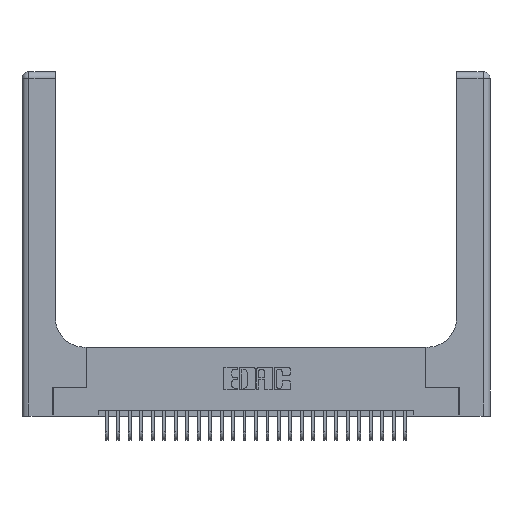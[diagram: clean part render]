
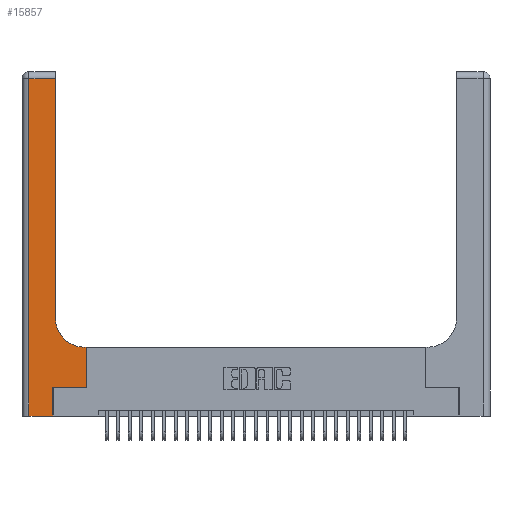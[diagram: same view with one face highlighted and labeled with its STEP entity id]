
A CAD part, top view. The second image highlights one B-rep face of the part: STEP entity #15857.
In plain terms, the highlighted planar face has unit normal (0, 0, 1).
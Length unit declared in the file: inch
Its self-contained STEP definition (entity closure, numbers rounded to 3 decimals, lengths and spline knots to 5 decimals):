
#556 = EDGE_CURVE ( 'NONE', #6796, #26663, #20948, .T. ) ;
#852 = ORIENTED_EDGE ( 'NONE', *, *, #9388, .T. ) ;
#1115 = ORIENTED_EDGE ( 'NONE', *, *, #12764, .T. ) ;
#1315 = LINE ( 'NONE', #26170, #19162 ) ;
#1442 = CARTESIAN_POINT ( 'NONE',  ( 0.269, 0.25, 0.37 ) ) ;
#1547 = CARTESIAN_POINT ( 'NONE',  ( 0.269, 0., 0.37 ) ) ;
#2273 = VERTEX_POINT ( 'NONE', #15982 ) ;
#3640 = ORIENTED_EDGE ( 'NONE', *, *, #8503, .T. ) ;
#3819 = ORIENTED_EDGE ( 'NONE', *, *, #556, .T. ) ;
#4274 = EDGE_CURVE ( 'NONE', #19811, #12443, #14401, .T. ) ;
#4996 = DIRECTION ( 'NONE',  ( 1., 0., 0. ) ) ;
#6036 = CARTESIAN_POINT ( 'NONE',  ( 0.06, 3., 0.37 ) ) ;
#6079 = LINE ( 'NONE', #8849, #25260 ) ;
#6266 = LINE ( 'NONE', #7364, #12420 ) ;
#6359 = CARTESIAN_POINT ( 'NONE',  ( 0.5585, 0.6, 0.37 ) ) ;
#6796 = VERTEX_POINT ( 'NONE', #20039 ) ;
#7107 = CARTESIAN_POINT ( 'NONE',  ( 0.5415, 0.85, 0.37 ) ) ;
#7364 = CARTESIAN_POINT ( 'NONE',  ( 0.269, 0.25, 0.37 ) ) ;
#8008 = ORIENTED_EDGE ( 'NONE', *, *, #11502, .T. ) ;
#8124 = CARTESIAN_POINT ( 'NONE',  ( 0.06, 0., 0.37 ) ) ;
#8233 = CARTESIAN_POINT ( 'NONE',  ( 0.5585, 0.25, 0.37 ) ) ;
#8503 = EDGE_CURVE ( 'NONE', #24887, #2273, #6079, .T. ) ;
#8849 = CARTESIAN_POINT ( 'NONE',  ( 0.2915, 0.6, 0.37 ) ) ;
#9293 = EDGE_LOOP ( 'NONE', ( #10421, #852, #3819, #29338, #9857, #8008, #15002, #3640, #1115 ) ) ;
#9388 = EDGE_CURVE ( 'NONE', #12443, #6796, #26614, .T. ) ;
#9426 = DIRECTION ( 'NONE',  ( 1., 0., 0. ) ) ;
#9857 = ORIENTED_EDGE ( 'NONE', *, *, #16220, .T. ) ;
#10018 = DIRECTION ( 'NONE',  ( 0., 1., 0. ) ) ;
#10421 = ORIENTED_EDGE ( 'NONE', *, *, #4274, .T. ) ;
#10553 = DIRECTION ( 'NONE',  ( 0., 1., 0. ) ) ;
#10606 = DIRECTION ( 'NONE',  ( -1., 0., 0. ) ) ;
#10706 = DIRECTION ( 'NONE',  ( 0., -1., 0. ) ) ;
#11137 = CARTESIAN_POINT ( 'NONE',  ( 0.2915, 3., 0.37 ) ) ;
#11502 = EDGE_CURVE ( 'NONE', #26775, #17576, #6266, .T. ) ;
#12420 = VECTOR ( 'NONE', #25849, 39.37008 ) ;
#12443 = VERTEX_POINT ( 'NONE', #12995 ) ;
#12764 = EDGE_CURVE ( 'NONE', #2273, #19811, #29645, .T. ) ;
#12995 = CARTESIAN_POINT ( 'NONE',  ( 0.2915, 2.94, 0.37 ) ) ;
#13481 = DIRECTION ( 'NONE',  ( 0., 1., 0. ) ) ;
#13513 = CARTESIAN_POINT ( 'NONE',  ( 0., 3., 0.37 ) ) ;
#14401 = LINE ( 'NONE', #11137, #15137 ) ;
#15002 = ORIENTED_EDGE ( 'NONE', *, *, #28322, .T. ) ;
#15137 = VECTOR ( 'NONE', #13481, 39.37008 ) ;
#15843 = DIRECTION ( 'NONE',  ( -1., 0., 0. ) ) ;
#15846 = DIRECTION ( 'NONE',  ( -1., 0., 0. ) ) ;
#15857 = ADVANCED_FACE ( 'NONE', ( #20943 ), #18058, .F. ) ;
#15982 = CARTESIAN_POINT ( 'NONE',  ( 0.5415, 0.6, 0.37 ) ) ;
#16220 = EDGE_CURVE ( 'NONE', #22168, #26775, #1315, .T. ) ;
#16969 = AXIS2_PLACEMENT_3D ( 'NONE', #13513, #29599, #15843 ) ;
#17576 = VERTEX_POINT ( 'NONE', #27636 ) ;
#18058 = PLANE ( 'NONE',  #16969 ) ;
#18942 = VECTOR ( 'NONE', #4996, 39.37008 ) ;
#19162 = VECTOR ( 'NONE', #10018, 39.37008 ) ;
#19669 = LINE ( 'NONE', #28031, #18942 ) ;
#19811 = VERTEX_POINT ( 'NONE', #24933 ) ;
#20039 = CARTESIAN_POINT ( 'NONE',  ( 0.06, 2.94, 0.37 ) ) ;
#20943 = FACE_OUTER_BOUND ( 'NONE', #9293, .T. ) ;
#20948 = LINE ( 'NONE', #6036, #25644 ) ;
#21141 = EDGE_CURVE ( 'NONE', #26663, #22168, #19669, .T. ) ;
#22168 = VERTEX_POINT ( 'NONE', #1547 ) ;
#23015 = VECTOR ( 'NONE', #10553, 39.37008 ) ;
#23274 = DIRECTION ( 'NONE',  ( 0., 0., -1. ) ) ;
#24887 = VERTEX_POINT ( 'NONE', #6359 ) ;
#24933 = CARTESIAN_POINT ( 'NONE',  ( 0.2915, 0.85, 0.37 ) ) ;
#25213 = VECTOR ( 'NONE', #10606, 39.37008 ) ;
#25260 = VECTOR ( 'NONE', #15846, 39.37008 ) ;
#25644 = VECTOR ( 'NONE', #10706, 39.37008 ) ;
#25849 = DIRECTION ( 'NONE',  ( 1., 0., 0. ) ) ;
#26170 = CARTESIAN_POINT ( 'NONE',  ( 0.269, 0., 0.37 ) ) ;
#26614 = LINE ( 'NONE', #29046, #25213 ) ;
#26663 = VERTEX_POINT ( 'NONE', #8124 ) ;
#26749 = AXIS2_PLACEMENT_3D ( 'NONE', #7107, #23274, #9426 ) ;
#26775 = VERTEX_POINT ( 'NONE', #1442 ) ;
#27636 = CARTESIAN_POINT ( 'NONE',  ( 0.5585, 0.25, 0.37 ) ) ;
#28031 = CARTESIAN_POINT ( 'NONE',  ( 0., 0., 0.37 ) ) ;
#28322 = EDGE_CURVE ( 'NONE', #17576, #24887, #29107, .T. ) ;
#29046 = CARTESIAN_POINT ( 'NONE',  ( 0., 2.94, 0.37 ) ) ;
#29107 = LINE ( 'NONE', #8233, #23015 ) ;
#29338 = ORIENTED_EDGE ( 'NONE', *, *, #21141, .T. ) ;
#29599 = DIRECTION ( 'NONE',  ( 0., 0., -1. ) ) ;
#29645 = CIRCLE ( 'NONE', #26749, 0.25 ) ;
